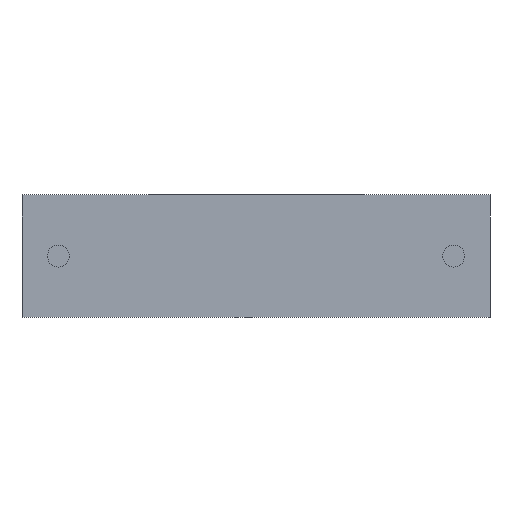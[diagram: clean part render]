
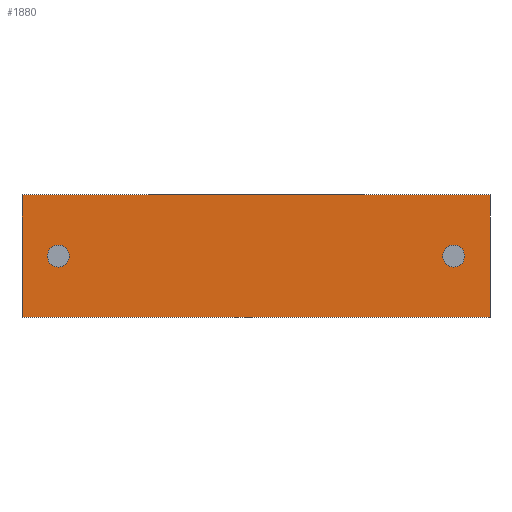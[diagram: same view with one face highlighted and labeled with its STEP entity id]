
A CAD part, front view. The second image highlights one B-rep face of the part: STEP entity #1880.
In plain terms, the highlighted planar face has unit normal (0, -1, 0).
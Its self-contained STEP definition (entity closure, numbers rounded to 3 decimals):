
#92 = EDGE_LOOP ( 'NONE', ( #1013, #842 ) ) ;
#97 = CIRCLE ( 'NONE', #2069, 0.425 ) ;
#101 = DIRECTION ( 'NONE',  ( 1., 0., 0. ) ) ;
#116 = VERTEX_POINT ( 'NONE', #1944 ) ;
#217 = VERTEX_POINT ( 'NONE', #2215 ) ;
#333 = VERTEX_POINT ( 'NONE', #2063 ) ;
#356 = DIRECTION ( 'NONE',  ( 0., 0., 1. ) ) ;
#357 = EDGE_CURVE ( 'NONE', #691, #116, #504, .T. ) ;
#377 = DIRECTION ( 'NONE',  ( 1., 0., 0. ) ) ;
#378 = ORIENTED_EDGE ( 'NONE', *, *, #2197, .F. ) ;
#391 = VECTOR ( 'NONE', #1663, 1000. ) ;
#401 = DIRECTION ( 'NONE',  ( 0., 0., 1. ) ) ;
#499 = AXIS2_PLACEMENT_3D ( 'NONE', #1942, #810, #2334 ) ;
#504 = LINE ( 'NONE', #1870, #391 ) ;
#591 = DIRECTION ( 'NONE',  ( 0., 0., 1. ) ) ;
#608 = EDGE_CURVE ( 'NONE', #1179, #1360, #1164, .T. ) ;
#611 = CARTESIAN_POINT ( 'NONE',  ( 16.6, 0., 1.925 ) ) ;
#639 = CARTESIAN_POINT ( 'NONE',  ( 18., 0., 4.7 ) ) ;
#691 = VERTEX_POINT ( 'NONE', #639 ) ;
#732 = EDGE_LOOP ( 'NONE', ( #1856, #854 ) ) ;
#757 = VERTEX_POINT ( 'NONE', #851 ) ;
#779 = VERTEX_POINT ( 'NONE', #1321 ) ;
#810 = DIRECTION ( 'NONE',  ( 0., 1., 0. ) ) ;
#842 = ORIENTED_EDGE ( 'NONE', *, *, #1799, .T. ) ;
#851 = CARTESIAN_POINT ( 'NONE',  ( 0., 0., 4.7 ) ) ;
#854 = ORIENTED_EDGE ( 'NONE', *, *, #891, .F. ) ;
#891 = EDGE_CURVE ( 'NONE', #333, #217, #97, .T. ) ;
#971 = CARTESIAN_POINT ( 'NONE',  ( 0., 0., 4.7 ) ) ;
#1013 = ORIENTED_EDGE ( 'NONE', *, *, #608, .T. ) ;
#1038 = FACE_OUTER_BOUND ( 'NONE', #1724, .T. ) ;
#1072 = FACE_BOUND ( 'NONE', #92, .T. ) ;
#1082 = AXIS2_PLACEMENT_3D ( 'NONE', #971, #2305, #401 ) ;
#1124 = CARTESIAN_POINT ( 'NONE',  ( 1.4, 0., 2.35 ) ) ;
#1164 = CIRCLE ( 'NONE', #499, 0.425 ) ;
#1173 = ORIENTED_EDGE ( 'NONE', *, *, #2416, .T. ) ;
#1179 = VERTEX_POINT ( 'NONE', #1822 ) ;
#1197 = VECTOR ( 'NONE', #101, 1000. ) ;
#1221 = CARTESIAN_POINT ( 'NONE',  ( 0., 0., 4.7 ) ) ;
#1232 = LINE ( 'NONE', #1221, #1409 ) ;
#1273 = EDGE_CURVE ( 'NONE', #217, #333, #1483, .T. ) ;
#1314 = ORIENTED_EDGE ( 'NONE', *, *, #2212, .T. ) ;
#1321 = CARTESIAN_POINT ( 'NONE',  ( 0., 0., 0. ) ) ;
#1325 = VECTOR ( 'NONE', #377, 1000. ) ;
#1360 = VERTEX_POINT ( 'NONE', #611 ) ;
#1409 = VECTOR ( 'NONE', #1453, 1000. ) ;
#1453 = DIRECTION ( 'NONE',  ( 0., 0., -1. ) ) ;
#1463 = LINE ( 'NONE', #1504, #1325 ) ;
#1483 = CIRCLE ( 'NONE', #1891, 0.425 ) ;
#1488 = FACE_BOUND ( 'NONE', #732, .T. ) ;
#1497 = DIRECTION ( 'NONE',  ( 0., -1., 0. ) ) ;
#1504 = CARTESIAN_POINT ( 'NONE',  ( 0., 0., 0. ) ) ;
#1566 = DIRECTION ( 'NONE',  ( 0., -1., 0. ) ) ;
#1613 = CIRCLE ( 'NONE', #2301, 0.425 ) ;
#1663 = DIRECTION ( 'NONE',  ( 0., 0., -1. ) ) ;
#1724 = EDGE_LOOP ( 'NONE', ( #1173, #1934, #378, #1314 ) ) ;
#1756 = CARTESIAN_POINT ( 'NONE',  ( 0., 0., 4.7 ) ) ;
#1799 = EDGE_CURVE ( 'NONE', #1360, #1179, #1613, .T. ) ;
#1822 = CARTESIAN_POINT ( 'NONE',  ( 16.6, 0., 2.775 ) ) ;
#1856 = ORIENTED_EDGE ( 'NONE', *, *, #1273, .F. ) ;
#1870 = CARTESIAN_POINT ( 'NONE',  ( 18., 0., 4.7 ) ) ;
#1880 = ADVANCED_FACE ( 'NONE', ( #1072, #1038, #1488 ), #1913, .F. ) ;
#1891 = AXIS2_PLACEMENT_3D ( 'NONE', #1948, #1566, #591 ) ;
#1913 = PLANE ( 'NONE',  #1082 ) ;
#1934 = ORIENTED_EDGE ( 'NONE', *, *, #357, .F. ) ;
#1942 = CARTESIAN_POINT ( 'NONE',  ( 16.6, 0., 2.35 ) ) ;
#1944 = CARTESIAN_POINT ( 'NONE',  ( 18., 0., 0. ) ) ;
#1948 = CARTESIAN_POINT ( 'NONE',  ( 1.4, 0., 2.35 ) ) ;
#2063 = CARTESIAN_POINT ( 'NONE',  ( 1.4, 0., 1.925 ) ) ;
#2069 = AXIS2_PLACEMENT_3D ( 'NONE', #1124, #1497, #356 ) ;
#2116 = CARTESIAN_POINT ( 'NONE',  ( 16.6, 0., 2.35 ) ) ;
#2197 = EDGE_CURVE ( 'NONE', #757, #691, #2262, .T. ) ;
#2212 = EDGE_CURVE ( 'NONE', #757, #779, #1232, .T. ) ;
#2215 = CARTESIAN_POINT ( 'NONE',  ( 1.4, 0., 2.775 ) ) ;
#2262 = LINE ( 'NONE', #1756, #1197 ) ;
#2295 = DIRECTION ( 'NONE',  ( 0., 1., 0. ) ) ;
#2301 = AXIS2_PLACEMENT_3D ( 'NONE', #2116, #2295, #2313 ) ;
#2305 = DIRECTION ( 'NONE',  ( 0., 1., 0. ) ) ;
#2313 = DIRECTION ( 'NONE',  ( 0., 0., -1. ) ) ;
#2334 = DIRECTION ( 'NONE',  ( 0., 0., -1. ) ) ;
#2416 = EDGE_CURVE ( 'NONE', #779, #116, #1463, .T. ) ;
